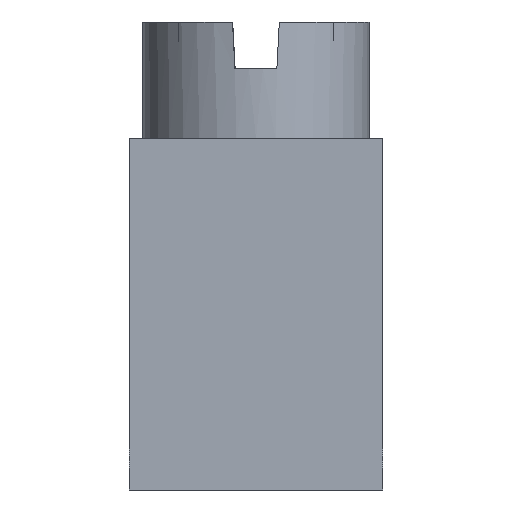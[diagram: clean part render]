
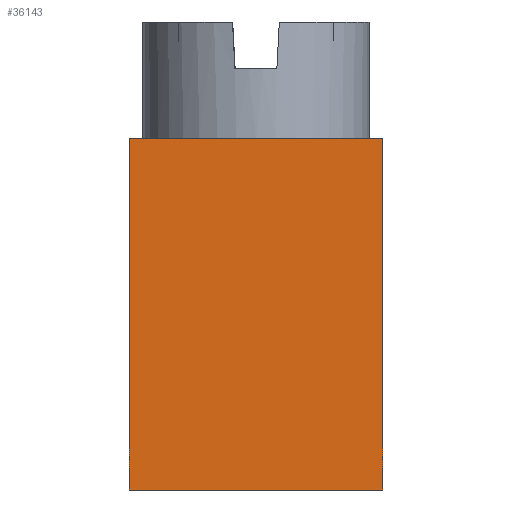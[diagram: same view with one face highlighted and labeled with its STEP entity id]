
A CAD part, left-side view. The second image highlights one B-rep face of the part: STEP entity #36143.
In plain terms, the highlighted planar face has unit normal (-1, 0, 0).
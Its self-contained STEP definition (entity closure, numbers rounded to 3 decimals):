
#4887 = EDGE_LOOP ( 'NONE', ( #37203, #37200, #37167, #37130 ) ) ;
#5279 = VERTEX_POINT ( 'NONE', #25365 ) ;
#5304 = VERTEX_POINT ( 'NONE', #25390 ) ;
#5310 = VERTEX_POINT ( 'NONE', #25428 ) ;
#5327 = VERTEX_POINT ( 'NONE', #25351 ) ;
#7404 = PLANE ( 'NONE',  #34499 ) ;
#7407 = CARTESIAN_POINT ( 'NONE',  ( 0.45, 0., 9. ) ) ;
#7408 = DIRECTION ( 'NONE',  ( 0., 0., -1. ) ) ;
#7420 = FACE_OUTER_BOUND ( 'NONE', #4887, .T. ) ;
#7429 = DIRECTION ( 'NONE',  ( 1., 0., 0. ) ) ;
#15916 = EDGE_CURVE ( 'NONE', #5310, #5304, #27041, .T. ) ;
#15994 = EDGE_CURVE ( 'NONE', #5327, #5279, #27280, .T. ) ;
#16025 = EDGE_CURVE ( 'NONE', #5310, #5279, #26374, .T. ) ;
#16036 = EDGE_CURVE ( 'NONE', #5304, #5327, #26458, .T. ) ;
#16770 = VECTOR ( 'NONE', #27052, 1000. ) ;
#16842 = VECTOR ( 'NONE', #27310, 1000. ) ;
#16866 = VECTOR ( 'NONE', #26378, 1000. ) ;
#16930 = VECTOR ( 'NONE', #26457, 1000. ) ;
#25351 = CARTESIAN_POINT ( 'NONE',  ( 0.45, 0., 0. ) ) ;
#25365 = CARTESIAN_POINT ( 'NONE',  ( 0.45, 6.5, 0. ) ) ;
#25390 = CARTESIAN_POINT ( 'NONE',  ( 0.45, 0., 9. ) ) ;
#25428 = CARTESIAN_POINT ( 'NONE',  ( 0.45, 6.5, 9. ) ) ;
#26374 = LINE ( 'NONE', #26377, #16866 ) ;
#26377 = CARTESIAN_POINT ( 'NONE',  ( 0.45, 6.5, 9. ) ) ;
#26378 = DIRECTION ( 'NONE',  ( 0., 0., -1. ) ) ;
#26456 = CARTESIAN_POINT ( 'NONE',  ( 0.45, 0., 9. ) ) ;
#26457 = DIRECTION ( 'NONE',  ( 0., 0., -1. ) ) ;
#26458 = LINE ( 'NONE', #26456, #16930 ) ;
#27041 = LINE ( 'NONE', #27047, #16770 ) ;
#27047 = CARTESIAN_POINT ( 'NONE',  ( 0.45, 6.5, 9. ) ) ;
#27052 = DIRECTION ( 'NONE',  ( 0., -1., 0. ) ) ;
#27280 = LINE ( 'NONE', #27285, #16842 ) ;
#27285 = CARTESIAN_POINT ( 'NONE',  ( 0.45, 0., 0. ) ) ;
#27310 = DIRECTION ( 'NONE',  ( 0., 1., 0. ) ) ;
#34499 = AXIS2_PLACEMENT_3D ( 'NONE', #7407, #7429, #7408 ) ;
#36143 = ADVANCED_FACE ( 'NONE', ( #7420 ), #7404, .F. ) ;
#37130 = ORIENTED_EDGE ( 'NONE', *, *, #16036, .F. ) ;
#37167 = ORIENTED_EDGE ( 'NONE', *, *, #15994, .F. ) ;
#37200 = ORIENTED_EDGE ( 'NONE', *, *, #16025, .T. ) ;
#37203 = ORIENTED_EDGE ( 'NONE', *, *, #15916, .F. ) ;
